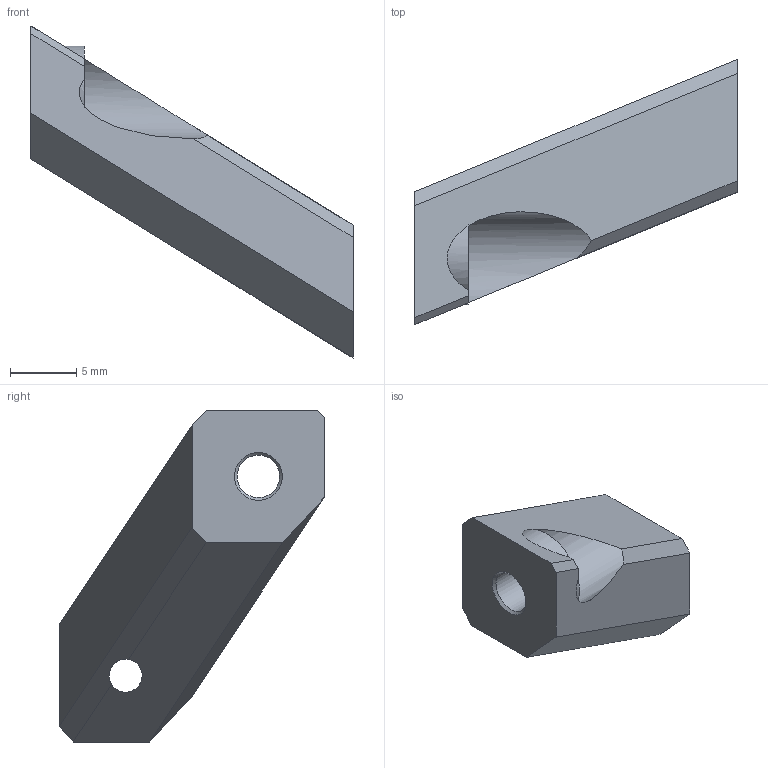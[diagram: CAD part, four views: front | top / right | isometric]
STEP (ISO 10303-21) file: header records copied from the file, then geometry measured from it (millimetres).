
FILE_DESCRIPTION(/* description */ (''),/* implementation_level */ '2;1');
FILE_NAME(/* name */ 'TV-V6-HEMERA-DOCK-BRACE.step',/* time_stamp */ '2019-11-29T10:21:44+00:00',/* author */ (''),/* organization */ (''),/* preprocessor_version */ 'ST-DEVELOPER v18',/* originating_system */ 'Autodesk Translation Framework v8.12.0.6',/* authorisation */ '');
FILE_SCHEMA (('AUTOMOTIVE_DESIGN { 1 0 10303 214 3 1 1 }'));
Length unit declared in the file: millimetre
Products named in the file (1): TV-V6-HEMERA-DOCK-BRACE
Bounding box: 24.25 x 20 x 25 mm (x, y, z)
Volume: 2052.8 mm3; surface area: 1267 mm2
Topology: 1 solids, 1 shells, 20 faces, 52 edges, 33 vertices
Faces by surface type: plane 12, cylinder 5, cone 3
Full cylindrical faces by diameter (mm): 2.5 x1, 3.2 x1
Entity records: 661 total; most frequent: DIRECTION 111, CARTESIAN_POINT 106, ORIENTED_EDGE 104, EDGE_CURVE 52, AXIS2_PLACEMENT_3D 38, LINE 35, VECTOR 35, VERTEX_POINT 33
